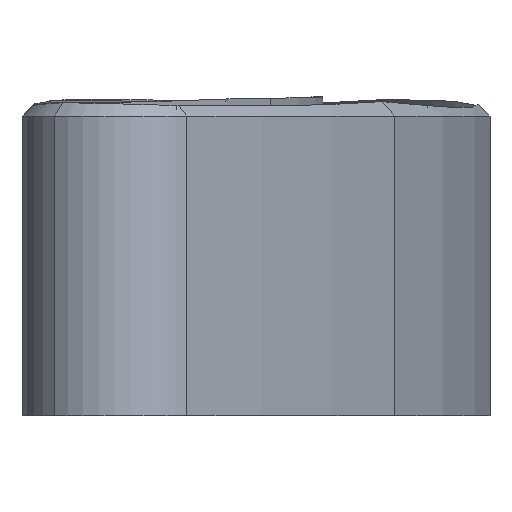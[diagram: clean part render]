
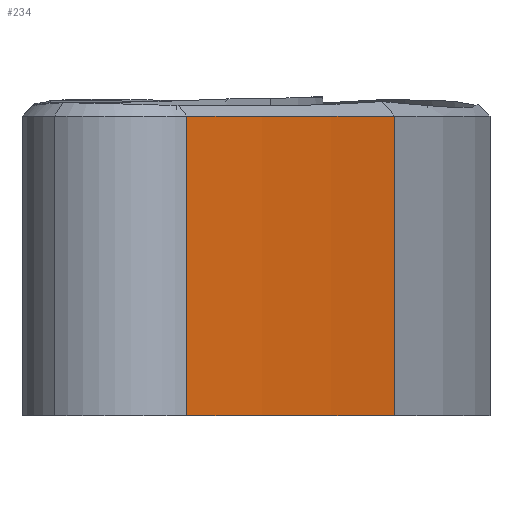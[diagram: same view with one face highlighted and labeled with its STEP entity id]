
A CAD part, front view. The second image highlights one B-rep face of the part: STEP entity #234.
In plain terms, the highlighted cylindrical face has radius 106.62 mm (diameter 213.239 mm), a partial arc.
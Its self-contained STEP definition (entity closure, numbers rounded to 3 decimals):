
#32 = DIRECTION ( 'NONE',  ( 0., 0., -1. ) ) ;
#47 = VECTOR ( 'NONE', #32, 1000. ) ;
#69 = EDGE_CURVE ( 'NONE', #231, #873, #1407, .T. ) ;
#83 = FACE_OUTER_BOUND ( 'NONE', #395, .T. ) ;
#204 = DIRECTION ( 'NONE',  ( 1., 0., 0. ) ) ;
#217 = DIRECTION ( 'NONE',  ( -1., 0., 0. ) ) ;
#231 = VERTEX_POINT ( 'NONE', #337 ) ;
#234 = ADVANCED_FACE ( 'NONE', ( #83 ), #728, .T. ) ;
#337 = CARTESIAN_POINT ( 'NONE',  ( 46.133, 70.435, 13. ) ) ;
#351 = CARTESIAN_POINT ( 'NONE',  ( 37.112, 56.531, 15. ) ) ;
#395 = EDGE_LOOP ( 'NONE', ( #860, #1485, #875, #1219 ) ) ;
#559 = CARTESIAN_POINT ( 'NONE',  ( 37.112, 56.531, 13. ) ) ;
#562 = DIRECTION ( 'NONE',  ( 0., 0., -1. ) ) ;
#575 = AXIS2_PLACEMENT_3D ( 'NONE', #1085, #562, #1580 ) ;
#596 = AXIS2_PLACEMENT_3D ( 'NONE', #947, #1603, #217 ) ;
#600 = CIRCLE ( 'NONE', #1493, 106.619 ) ;
#723 = LINE ( 'NONE', #351, #1360 ) ;
#728 = CYLINDRICAL_SURFACE ( 'NONE', #596, 106.619 ) ;
#824 = CARTESIAN_POINT ( 'NONE',  ( 46.133, 70.435, 15. ) ) ;
#860 = ORIENTED_EDGE ( 'NONE', *, *, #69, .F. ) ;
#873 = VERTEX_POINT ( 'NONE', #1546 ) ;
#875 = ORIENTED_EDGE ( 'NONE', *, *, #1618, .T. ) ;
#938 = CARTESIAN_POINT ( 'NONE',  ( -47.551, 121.337, 13. ) ) ;
#943 = CARTESIAN_POINT ( 'NONE',  ( 37.112, 56.531, 0. ) ) ;
#947 = CARTESIAN_POINT ( 'NONE',  ( -47.551, 121.337, 15. ) ) ;
#957 = VERTEX_POINT ( 'NONE', #943 ) ;
#1029 = VERTEX_POINT ( 'NONE', #559 ) ;
#1085 = CARTESIAN_POINT ( 'NONE',  ( -47.551, 121.337, 0. ) ) ;
#1219 = ORIENTED_EDGE ( 'NONE', *, *, #1371, .F. ) ;
#1287 = CIRCLE ( 'NONE', #575, 106.619 ) ;
#1346 = DIRECTION ( 'NONE',  ( 0., 0., -1. ) ) ;
#1360 = VECTOR ( 'NONE', #1346, 1000. ) ;
#1371 = EDGE_CURVE ( 'NONE', #873, #957, #1287, .T. ) ;
#1404 = EDGE_CURVE ( 'NONE', #231, #1029, #600, .T. ) ;
#1407 = LINE ( 'NONE', #824, #47 ) ;
#1435 = DIRECTION ( 'NONE',  ( 0., 0., -1. ) ) ;
#1485 = ORIENTED_EDGE ( 'NONE', *, *, #1404, .T. ) ;
#1493 = AXIS2_PLACEMENT_3D ( 'NONE', #938, #1435, #204 ) ;
#1546 = CARTESIAN_POINT ( 'NONE',  ( 46.133, 70.435, 0. ) ) ;
#1580 = DIRECTION ( 'NONE',  ( 1., 0., 0. ) ) ;
#1603 = DIRECTION ( 'NONE',  ( 0., 0., -1. ) ) ;
#1618 = EDGE_CURVE ( 'NONE', #1029, #957, #723, .T. ) ;
